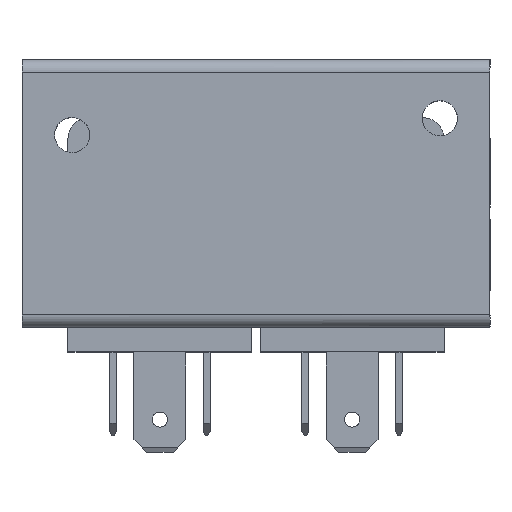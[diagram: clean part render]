
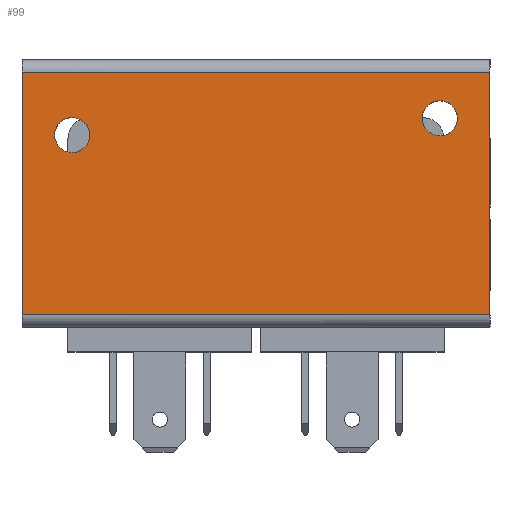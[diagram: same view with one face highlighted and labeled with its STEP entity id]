
A CAD part, top view. The second image highlights one B-rep face of the part: STEP entity #99.
In plain terms, the highlighted planar face has unit normal (0, 0, 1).
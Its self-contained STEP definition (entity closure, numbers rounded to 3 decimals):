
#34=FACE_BOUND('',#574,.T.);
#35=FACE_BOUND('',#575,.T.);
#99=ADVANCED_FACE('',(#335,#34,#35),#3498,.T.);
#335=FACE_OUTER_BOUND('',#573,.T.);
#573=EDGE_LOOP('',(#892,#893,#894,#895));
#574=EDGE_LOOP('',(#896,#897));
#575=EDGE_LOOP('',(#898,#899));
#892=ORIENTED_EDGE('',*,*,#2011,.F.);
#893=ORIENTED_EDGE('',*,*,#2014,.F.);
#894=ORIENTED_EDGE('',*,*,#2015,.F.);
#895=ORIENTED_EDGE('',*,*,#2016,.F.);
#896=ORIENTED_EDGE('',*,*,#1995,.T.);
#897=ORIENTED_EDGE('',*,*,#1996,.T.);
#898=ORIENTED_EDGE('',*,*,#2006,.T.);
#899=ORIENTED_EDGE('',*,*,#2005,.T.);
#1995=EDGE_CURVE('',#3134,#3135,#2888,.T.);
#1996=EDGE_CURVE('',#3135,#3134,#2889,.T.);
#2005=EDGE_CURVE('',#3142,#3143,#2896,.T.);
#2006=EDGE_CURVE('',#3143,#3142,#2897,.T.);
#2011=EDGE_CURVE('',#3145,#3146,#2556,.T.);
#2014=EDGE_CURVE('',#3148,#3145,#2558,.T.);
#2015=EDGE_CURVE('',#3149,#3148,#2559,.T.);
#2016=EDGE_CURVE('',#3146,#3149,#2560,.T.);
#2556=B_SPLINE_CURVE_WITH_KNOTS('',1,(#4498,#4499),.UNSPECIFIED.,.F.,.F.,
(2,2),(-42.,14.),.UNSPECIFIED.);
#2558=B_SPLINE_CURVE_WITH_KNOTS('',1,(#4505,#4506),.UNSPECIFIED.,.F.,.F.,
(2,2),(-8.144,20.856),.UNSPECIFIED.);
#2559=B_SPLINE_CURVE_WITH_KNOTS('',1,(#4507,#4508),.UNSPECIFIED.,.F.,.F.,
(2,2),(-42.,14.),.UNSPECIFIED.);
#2560=B_SPLINE_CURVE_WITH_KNOTS('',1,(#4509,#4510),.UNSPECIFIED.,.F.,.F.,
(2,2),(-20.856,8.144),.UNSPECIFIED.);
#2888=(
BOUNDED_CURVE()
B_SPLINE_CURVE(2,(#4429,#4430,#4431,#4432,#4433),.UNSPECIFIED.,.F.,.F.)
B_SPLINE_CURVE_WITH_KNOTS((3,2,3),(-6.597,-3.299,
0.),.UNSPECIFIED.)
CURVE()
GEOMETRIC_REPRESENTATION_ITEM()
RATIONAL_B_SPLINE_CURVE((1.,0.707,1.,0.707,1.))
REPRESENTATION_ITEM('')
);
#2889=(
BOUNDED_CURVE()
B_SPLINE_CURVE(2,(#4434,#4435,#4436,#4437,#4438),.UNSPECIFIED.,.F.,.F.)
B_SPLINE_CURVE_WITH_KNOTS((3,2,3),(-13.195,-9.896,
-6.597),.UNSPECIFIED.)
CURVE()
GEOMETRIC_REPRESENTATION_ITEM()
RATIONAL_B_SPLINE_CURVE((1.,0.707,1.,0.707,1.))
REPRESENTATION_ITEM('')
);
#2896=(
BOUNDED_CURVE()
B_SPLINE_CURVE(2,(#4473,#4474,#4475,#4476,#4477),.UNSPECIFIED.,.F.,.F.)
B_SPLINE_CURVE_WITH_KNOTS((3,2,3),(-6.597,-3.299,
0.),.UNSPECIFIED.)
CURVE()
GEOMETRIC_REPRESENTATION_ITEM()
RATIONAL_B_SPLINE_CURVE((1.,0.707,1.,0.707,1.))
REPRESENTATION_ITEM('')
);
#2897=(
BOUNDED_CURVE()
B_SPLINE_CURVE(2,(#4478,#4479,#4480,#4481,#4482),.UNSPECIFIED.,.F.,.F.)
B_SPLINE_CURVE_WITH_KNOTS((3,2,3),(-13.195,-9.896,
-6.597),.UNSPECIFIED.)
CURVE()
GEOMETRIC_REPRESENTATION_ITEM()
RATIONAL_B_SPLINE_CURVE((1.,0.707,1.,0.707,1.))
REPRESENTATION_ITEM('')
);
#3134=VERTEX_POINT('',#4325);
#3135=VERTEX_POINT('',#4326);
#3142=VERTEX_POINT('',#4333);
#3143=VERTEX_POINT('',#4334);
#3145=VERTEX_POINT('',#4336);
#3146=VERTEX_POINT('',#4337);
#3148=VERTEX_POINT('',#4339);
#3149=VERTEX_POINT('',#4340);
#3498=PLANE('',#3822);
#3822=AXIS2_PLACEMENT_3D('',#4129,#3936,$);
#3936=DIRECTION('',(0.,0.,1.));
#4129=CARTESIAN_POINT('',(-16.51,-12.51,20.));
#4325=CARTESIAN_POINT('',(33.5,13.1,20.));
#4326=CARTESIAN_POINT('',(33.5,8.9,20.));
#4333=CARTESIAN_POINT('',(-10.5,11.1,20.));
#4334=CARTESIAN_POINT('',(-10.5,6.9,20.));
#4336=CARTESIAN_POINT('',(39.5,-12.5,20.));
#4337=CARTESIAN_POINT('',(-16.5,-12.5,20.));
#4339=CARTESIAN_POINT('',(39.5,16.5,20.));
#4340=CARTESIAN_POINT('',(-16.5,16.5,20.));
#4429=CARTESIAN_POINT('',(33.5,13.1,20.));
#4430=CARTESIAN_POINT('',(35.6,13.1,20.));
#4431=CARTESIAN_POINT('',(35.6,11.,20.));
#4432=CARTESIAN_POINT('',(35.6,8.9,20.));
#4433=CARTESIAN_POINT('',(33.5,8.9,20.));
#4434=CARTESIAN_POINT('',(33.5,8.9,20.));
#4435=CARTESIAN_POINT('',(31.4,8.9,20.));
#4436=CARTESIAN_POINT('',(31.4,11.,20.));
#4437=CARTESIAN_POINT('',(31.4,13.1,20.));
#4438=CARTESIAN_POINT('',(33.5,13.1,20.));
#4473=CARTESIAN_POINT('',(-10.5,11.1,20.));
#4474=CARTESIAN_POINT('',(-8.4,11.1,20.));
#4475=CARTESIAN_POINT('',(-8.4,9.,20.));
#4476=CARTESIAN_POINT('',(-8.4,6.9,20.));
#4477=CARTESIAN_POINT('',(-10.5,6.9,20.));
#4478=CARTESIAN_POINT('',(-10.5,6.9,20.));
#4479=CARTESIAN_POINT('',(-12.6,6.9,20.));
#4480=CARTESIAN_POINT('',(-12.6,9.,20.));
#4481=CARTESIAN_POINT('',(-12.6,11.1,20.));
#4482=CARTESIAN_POINT('',(-10.5,11.1,20.));
#4498=CARTESIAN_POINT('',(39.5,-12.5,20.));
#4499=CARTESIAN_POINT('',(-16.5,-12.5,20.));
#4505=CARTESIAN_POINT('',(39.5,16.5,20.));
#4506=CARTESIAN_POINT('',(39.5,-12.5,20.));
#4507=CARTESIAN_POINT('',(-16.5,16.5,20.));
#4508=CARTESIAN_POINT('',(39.5,16.5,20.));
#4509=CARTESIAN_POINT('',(-16.5,-12.5,20.));
#4510=CARTESIAN_POINT('',(-16.5,16.5,20.));
